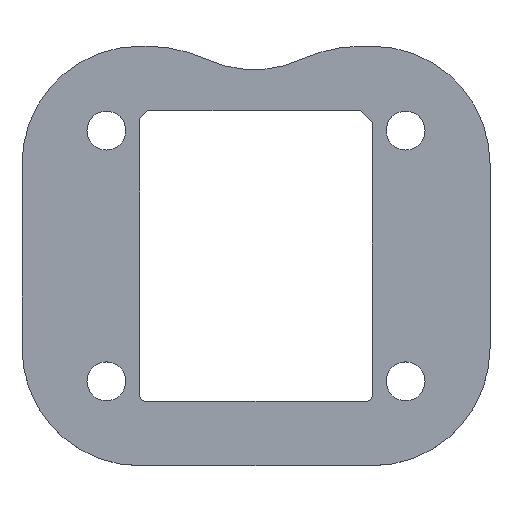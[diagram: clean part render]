
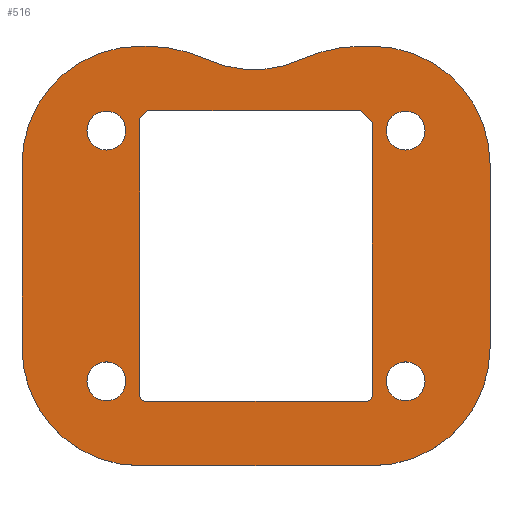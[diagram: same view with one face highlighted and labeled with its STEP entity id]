
A CAD part, top view. The second image highlights one B-rep face of the part: STEP entity #516.
In plain terms, the highlighted planar face has unit normal (0, 0, 1).
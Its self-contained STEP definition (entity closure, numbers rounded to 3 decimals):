
#20=FACE_BOUND('',#97,.T.);
#21=FACE_BOUND('',#98,.T.);
#22=FACE_BOUND('',#99,.T.);
#23=FACE_BOUND('',#100,.T.);
#24=FACE_BOUND('',#101,.T.);
#35=PLANE('',#578);
#38=ELLIPSE('',#544,10.442,9.015);
#41=ELLIPSE('',#558,10.442,9.015);
#65=FACE_OUTER_BOUND('',#96,.T.);
#96=EDGE_LOOP('',(#444,#445,#446,#447,#448,#449,#450,#451,#452,#453,#454,
#455));
#97=EDGE_LOOP('',(#456));
#98=EDGE_LOOP('',(#457));
#99=EDGE_LOOP('',(#458));
#100=EDGE_LOOP('',(#459));
#101=EDGE_LOOP('',(#460,#461,#462,#463,#464,#465,#466,#467));
#124=LINE('',#842,#170);
#130=LINE('',#854,#176);
#132=LINE('',#862,#178);
#136=LINE('',#868,#182);
#138=LINE('',#876,#184);
#139=LINE('',#879,#185);
#141=LINE('',#884,#187);
#145=LINE('',#890,#191);
#146=LINE('',#892,#192);
#147=LINE('',#897,#193);
#148=LINE('',#901,#194);
#170=VECTOR('',#655,10.);
#176=VECTOR('',#667,10.);
#178=VECTOR('',#675,10.);
#182=VECTOR('',#681,10.);
#184=VECTOR('',#693,10.);
#185=VECTOR('',#696,10.);
#187=VECTOR('',#700,10.);
#191=VECTOR('',#706,10.);
#192=VECTOR('',#709,10.);
#193=VECTOR('',#716,10.);
#194=VECTOR('',#719,10.);
#198=CIRCLE('',#536,1.65);
#200=CIRCLE('',#539,1.65);
#202=CIRCLE('',#542,1.65);
#205=CIRCLE('',#548,9.7);
#213=CIRCLE('',#561,10.);
#214=CIRCLE('',#564,10.);
#215=CIRCLE('',#568,0.5);
#216=CIRCLE('',#570,1.65);
#217=CIRCLE('',#577,0.5);
#218=CIRCLE('',#579,10.);
#219=CIRCLE('',#580,10.);
#220=VERTEX_POINT('',#735);
#222=VERTEX_POINT('',#741);
#224=VERTEX_POINT('',#747);
#226=VERTEX_POINT('',#768);
#227=VERTEX_POINT('',#769);
#231=VERTEX_POINT('',#779);
#250=VERTEX_POINT('',#836);
#251=VERTEX_POINT('',#840);
#252=VERTEX_POINT('',#841);
#253=VERTEX_POINT('',#846);
#254=VERTEX_POINT('',#848);
#255=VERTEX_POINT('',#852);
#256=VERTEX_POINT('',#856);
#257=VERTEX_POINT('',#860);
#258=VERTEX_POINT('',#861);
#259=VERTEX_POINT('',#866);
#260=VERTEX_POINT('',#872);
#261=VERTEX_POINT('',#878);
#262=VERTEX_POINT('',#882);
#263=VERTEX_POINT('',#883);
#264=VERTEX_POINT('',#888);
#265=VERTEX_POINT('',#896);
#266=VERTEX_POINT('',#898);
#267=VERTEX_POINT('',#900);
#268=EDGE_CURVE('',#220,#220,#198,.T.);
#271=EDGE_CURVE('',#222,#222,#200,.T.);
#274=EDGE_CURVE('',#224,#224,#202,.T.);
#277=EDGE_CURVE('',#226,#227,#38,.T.);
#283=EDGE_CURVE('',#226,#231,#205,.T.);
#304=EDGE_CURVE('',#250,#231,#41,.T.);
#305=EDGE_CURVE('',#251,#252,#124,.T.);
#309=EDGE_CURVE('',#253,#254,#213,.T.);
#312=EDGE_CURVE('',#254,#255,#130,.F.);
#313=EDGE_CURVE('',#255,#256,#214,.T.);
#315=EDGE_CURVE('',#257,#258,#132,.T.);
#319=EDGE_CURVE('',#259,#251,#136,.T.);
#320=EDGE_CURVE('',#258,#259,#215,.T.);
#321=EDGE_CURVE('',#260,#260,#216,.T.);
#323=EDGE_CURVE('',#227,#253,#138,.F.);
#324=EDGE_CURVE('',#256,#261,#139,.F.);
#326=EDGE_CURVE('',#262,#263,#141,.T.);
#330=EDGE_CURVE('',#263,#264,#145,.T.);
#331=EDGE_CURVE('',#252,#262,#146,.T.);
#332=EDGE_CURVE('',#264,#257,#217,.T.);
#333=EDGE_CURVE('',#265,#250,#147,.F.);
#334=EDGE_CURVE('',#266,#265,#218,.T.);
#335=EDGE_CURVE('',#266,#267,#148,.T.);
#336=EDGE_CURVE('',#261,#267,#219,.T.);
#444=ORIENTED_EDGE('',*,*,#277,.F.);
#445=ORIENTED_EDGE('',*,*,#283,.T.);
#446=ORIENTED_EDGE('',*,*,#304,.F.);
#447=ORIENTED_EDGE('',*,*,#333,.F.);
#448=ORIENTED_EDGE('',*,*,#334,.F.);
#449=ORIENTED_EDGE('',*,*,#335,.T.);
#450=ORIENTED_EDGE('',*,*,#336,.F.);
#451=ORIENTED_EDGE('',*,*,#324,.F.);
#452=ORIENTED_EDGE('',*,*,#313,.F.);
#453=ORIENTED_EDGE('',*,*,#312,.F.);
#454=ORIENTED_EDGE('',*,*,#309,.F.);
#455=ORIENTED_EDGE('',*,*,#323,.F.);
#456=ORIENTED_EDGE('',*,*,#268,.T.);
#457=ORIENTED_EDGE('',*,*,#271,.T.);
#458=ORIENTED_EDGE('',*,*,#274,.T.);
#459=ORIENTED_EDGE('',*,*,#321,.T.);
#460=ORIENTED_EDGE('',*,*,#315,.F.);
#461=ORIENTED_EDGE('',*,*,#332,.F.);
#462=ORIENTED_EDGE('',*,*,#330,.F.);
#463=ORIENTED_EDGE('',*,*,#326,.F.);
#464=ORIENTED_EDGE('',*,*,#331,.F.);
#465=ORIENTED_EDGE('',*,*,#305,.F.);
#466=ORIENTED_EDGE('',*,*,#319,.F.);
#467=ORIENTED_EDGE('',*,*,#320,.F.);
#516=ADVANCED_FACE('',(#65,#20,#21,#22,#23,#24),#35,.F.);
#536=AXIS2_PLACEMENT_3D('',#736,#589,#590);
#539=AXIS2_PLACEMENT_3D('',#742,#596,#597);
#542=AXIS2_PLACEMENT_3D('',#748,#603,#604);
#544=AXIS2_PLACEMENT_3D('',#770,#608,#609);
#548=AXIS2_PLACEMENT_3D('',#781,#619,#620);
#558=AXIS2_PLACEMENT_3D('',#838,#651,#652);
#561=AXIS2_PLACEMENT_3D('',#849,#661,#662);
#564=AXIS2_PLACEMENT_3D('',#857,#670,#671);
#568=AXIS2_PLACEMENT_3D('',#870,#684,#685);
#570=AXIS2_PLACEMENT_3D('',#873,#688,#689);
#577=AXIS2_PLACEMENT_3D('',#894,#712,#713);
#578=AXIS2_PLACEMENT_3D('',#895,#714,#715);
#579=AXIS2_PLACEMENT_3D('',#899,#717,#718);
#580=AXIS2_PLACEMENT_3D('',#902,#720,#721);
#589=DIRECTION('center_axis',(0.,0.,-1.));
#590=DIRECTION('ref_axis',(1.,0.,0.));
#596=DIRECTION('center_axis',(0.,0.,-1.));
#597=DIRECTION('ref_axis',(1.,0.,0.));
#603=DIRECTION('center_axis',(0.,0.,-1.));
#604=DIRECTION('ref_axis',(1.,0.,0.));
#608=DIRECTION('center_axis',(0.,0.,
-1.));
#609=DIRECTION('ref_axis',(0.977,0.215,0.));
#619=DIRECTION('center_axis',(0.,0.,-1.));
#620=DIRECTION('ref_axis',(-0.742,0.67,0.));
#651=DIRECTION('center_axis',(0.,0.,
-1.));
#652=DIRECTION('ref_axis',(0.977,-0.215,0.));
#655=DIRECTION('',(-0.707,0.707,0.));
#661=DIRECTION('center_axis',(0.,0.,-1.));
#662=DIRECTION('ref_axis',(0.707,0.707,0.));
#667=DIRECTION('',(0.,1.,0.));
#670=DIRECTION('center_axis',(0.,0.,-1.));
#671=DIRECTION('ref_axis',(0.707,-0.707,0.));
#675=DIRECTION('',(1.,0.,0.));
#681=DIRECTION('',(0.,1.,0.));
#684=DIRECTION('center_axis',(0.,0.,1.));
#685=DIRECTION('ref_axis',(0.707,-0.707,0.));
#688=DIRECTION('center_axis',(0.,0.,-1.));
#689=DIRECTION('ref_axis',(1.,0.,0.));
#693=DIRECTION('',(-1.,0.,0.));
#696=DIRECTION('',(1.,0.,0.));
#700=DIRECTION('',(-0.707,-0.707,0.));
#706=DIRECTION('',(0.,-1.,0.));
#709=DIRECTION('',(-1.,0.,0.));
#712=DIRECTION('center_axis',(0.,0.,1.));
#713=DIRECTION('ref_axis',(-0.707,-0.707,0.));
#714=DIRECTION('center_axis',(0.,0.,-1.));
#715=DIRECTION('ref_axis',(-1.,0.,0.));
#716=DIRECTION('',(-1.,0.,0.));
#717=DIRECTION('center_axis',(0.,0.,-1.));
#718=DIRECTION('ref_axis',(-0.707,0.707,0.));
#719=DIRECTION('',(0.,-1.,0.));
#720=DIRECTION('center_axis',(0.,0.,-1.));
#721=DIRECTION('ref_axis',(-0.707,-0.707,0.));
#735=CARTESIAN_POINT('',(128.688,50.324,3.));
#736=CARTESIAN_POINT('Origin',(130.338,50.324,3.));
#741=CARTESIAN_POINT('',(128.688,29.018,3.));
#742=CARTESIAN_POINT('Origin',(130.338,29.018,3.));
#747=CARTESIAN_POINT('',(154.119,29.018,3.));
#748=CARTESIAN_POINT('Origin',(155.769,29.018,3.));
#768=CARTESIAN_POINT('',(146.956,56.391,3.));
#769=CARTESIAN_POINT('',(151.986,57.496,3.));
#770=CARTESIAN_POINT('Origin',(151.346,48.41,3.));
#779=CARTESIAN_POINT('',(138.825,56.391,3.));
#781=CARTESIAN_POINT('Origin',(142.891,65.198,3.));
#836=CARTESIAN_POINT('',(133.795,57.496,3.));
#838=CARTESIAN_POINT('Origin',(134.436,48.41,3.));
#840=CARTESIAN_POINT('',(152.941,50.999,3.));
#841=CARTESIAN_POINT('',(151.918,52.021,3.));
#842=CARTESIAN_POINT('',(127.623,76.317,3.));
#846=CARTESIAN_POINT('',(152.941,57.496,3.));
#848=CARTESIAN_POINT('',(162.941,47.496,3.));
#849=CARTESIAN_POINT('Origin',(152.941,47.496,3.));
#852=CARTESIAN_POINT('',(162.941,31.846,3.));
#854=CARTESIAN_POINT('',(162.941,28.671,3.));
#856=CARTESIAN_POINT('',(152.941,21.846,3.));
#857=CARTESIAN_POINT('Origin',(152.941,31.846,3.));
#860=CARTESIAN_POINT('',(133.666,27.321,3.));
#861=CARTESIAN_POINT('',(152.441,27.321,3.));
#862=CARTESIAN_POINT('',(66.591,27.321,3.));
#866=CARTESIAN_POINT('',(152.941,27.821,3.));
#868=CARTESIAN_POINT('',(152.941,13.334,3.));
#870=CARTESIAN_POINT('Origin',(152.441,27.821,3.));
#872=CARTESIAN_POINT('',(154.119,50.324,3.));
#873=CARTESIAN_POINT('Origin',(155.769,50.324,3.));
#876=CARTESIAN_POINT('',(74.703,57.496,3.));
#878=CARTESIAN_POINT('',(133.166,21.846,3.));
#879=CARTESIAN_POINT('',(81.728,21.846,3.));
#882=CARTESIAN_POINT('',(133.863,52.021,3.));
#883=CARTESIAN_POINT('',(133.166,51.324,3.));
#884=CARTESIAN_POINT('',(87.232,5.39,3.));
#888=CARTESIAN_POINT('',(133.166,27.821,3.));
#890=CARTESIAN_POINT('',(133.166,25.335,3.));
#892=CARTESIAN_POINT('',(149.391,52.021,3.));
#894=CARTESIAN_POINT('Origin',(133.666,27.821,3.));
#895=CARTESIAN_POINT('Origin',(0.016,-0.654,3.));
#896=CARTESIAN_POINT('',(133.166,57.496,3.));
#897=CARTESIAN_POINT('',(74.703,57.496,3.));
#898=CARTESIAN_POINT('',(123.166,47.496,3.));
#899=CARTESIAN_POINT('Origin',(133.166,47.496,3.));
#900=CARTESIAN_POINT('',(123.166,31.846,3.));
#901=CARTESIAN_POINT('',(123.166,10.596,3.));
#902=CARTESIAN_POINT('Origin',(133.166,31.846,3.));
